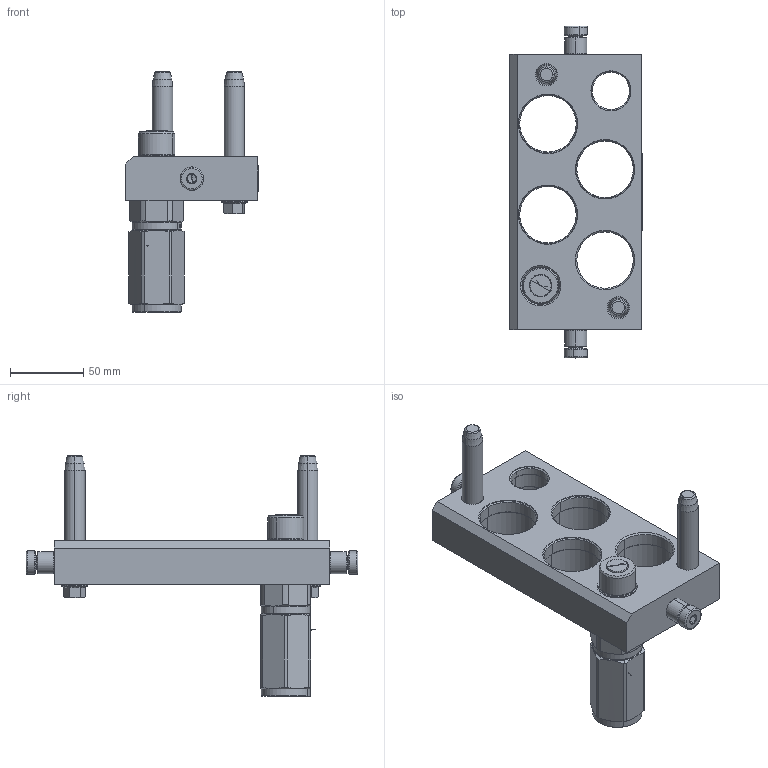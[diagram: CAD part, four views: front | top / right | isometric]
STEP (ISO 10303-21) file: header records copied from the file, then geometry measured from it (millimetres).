
FILE_DESCRIPTION (( 'STEP AP214' ), '1' );
FILE_NAME ('FASTER.step', '2021-12-15T16:32:59', ( '' ), ( '' ), 'SwSTEP 2.0', 'SolidWorks 2017', '' );
FILE_SCHEMA (( 'AUTOMOTIVE_DESIGN' ));
Length unit declared in the file: millimetre
Products named in the file (10): 1540_080_0008_000.prt; 4830_021_1000_000.prt; et002; P6I_M_BASE; 4830_028_1000_011.prt; 4850_010_8000_000.prt; FASTER; 3ffnp12-34s_m; 4830_013_3000_030
Assembly tree (13 placements, depth 3):
  FASTER
    P6I_M_BASE
      4850_010_8000_000.prt
      4830_021_1000_000.prt  x2
      4830_028_1000_011.prt  x2
      1540_080_0008_000.prt  x2
      4830_013_3000_030  x2
    3ffnp12-34s_m
      3ffnp12-34s_m
    et002
Bounding box: 90.3 x 226.6 x 164.2 mm (x, y, z)
Volume: 2473.8 mm3; surface area: 104514.4 mm2
Topology: 3 solids, 31 shells, 1195 faces, 3278 edges, 2130 vertices
Faces by surface type: plane 643, cone 243, cylinder 209, torus 54, bspline 46
Entity records: 41121 total; most frequent: CARTESIAN_POINT 11457, ORIENTED_EDGE 5456, DIRECTION 5104, EDGE_CURVE 2924, VERTEX_POINT 1928, LINE 1920, VECTOR 1920, AXIS2_PLACEMENT_3D 1592
